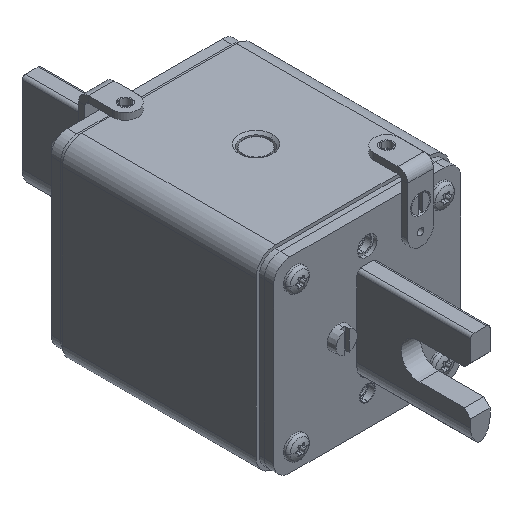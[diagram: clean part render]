
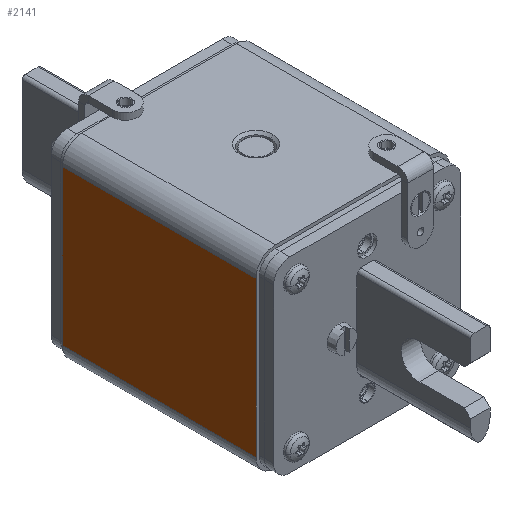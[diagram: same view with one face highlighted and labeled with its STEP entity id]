
A CAD part, isometric view. The second image highlights one B-rep face of the part: STEP entity #2141.
In plain terms, the highlighted face is planar.
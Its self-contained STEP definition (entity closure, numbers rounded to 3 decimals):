
#142=DIRECTION('',(-1.,0.,0.));
#143=VECTOR('',#142,48.);
#144=CARTESIAN_POINT('',(24.,30.,-30.));
#145=LINE('',#144,#143);
#612=DIRECTION('',(0.,0.,-1.));
#613=VECTOR('',#612,60.);
#614=CARTESIAN_POINT('',(24.,30.,30.));
#615=LINE('',#614,#613);
#619=DIRECTION('',(0.,0.,-1.));
#620=VECTOR('',#619,60.);
#621=CARTESIAN_POINT('',(-24.,30.,30.));
#622=LINE('',#621,#620);
#679=DIRECTION('',(-1.,0.,0.));
#680=VECTOR('',#679,48.);
#681=CARTESIAN_POINT('',(24.,30.,30.));
#682=LINE('',#681,#680);
#1612=CARTESIAN_POINT('',(24.,30.,-30.));
#1614=VERTEX_POINT('',#1612);
#1618=CARTESIAN_POINT('',(24.,30.,30.));
#1619=VERTEX_POINT('',#1618);
#1621=CARTESIAN_POINT('',(-24.,30.,-30.));
#1623=VERTEX_POINT('',#1621);
#1624=CARTESIAN_POINT('',(-24.,30.,30.));
#1625=VERTEX_POINT('',#1624);
#2129=CARTESIAN_POINT('',(30.,30.,-30.));
#2130=DIRECTION('',(0.,1.,0.));
#2131=DIRECTION('',(-1.,0.,0.));
#2132=AXIS2_PLACEMENT_3D('',#2129,#2130,#2131);
#2133=PLANE('',#2132);
#2134=ORIENTED_EDGE('',*,*,#1883,.F.);
#2136=ORIENTED_EDGE('',*,*,#2135,.T.);
#2137=ORIENTED_EDGE('',*,*,#2114,.T.);
#2138=ORIENTED_EDGE('',*,*,#1849,.F.);
#2139=EDGE_LOOP('',(#2134,#2136,#2137,#2138));
#2140=FACE_OUTER_BOUND('',#2139,.F.);
#1849=EDGE_CURVE('',#1614,#1623,#145,.T.);
#1883=EDGE_CURVE('',#1619,#1614,#615,.T.);
#2114=EDGE_CURVE('',#1625,#1623,#622,.T.);
#2135=EDGE_CURVE('',#1619,#1625,#682,.T.);
#2141=ADVANCED_FACE('',(#2140),#2133,.T.);
